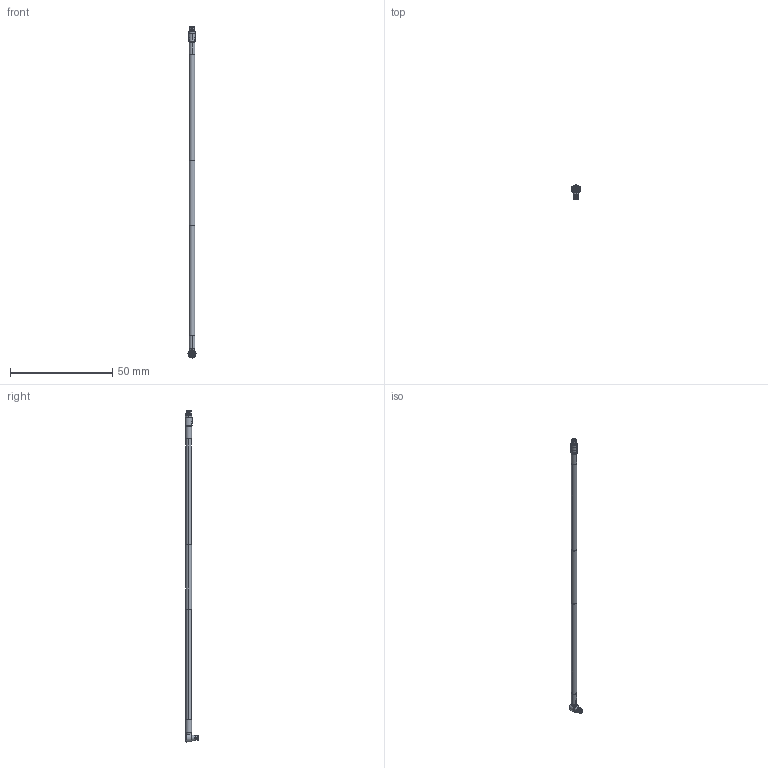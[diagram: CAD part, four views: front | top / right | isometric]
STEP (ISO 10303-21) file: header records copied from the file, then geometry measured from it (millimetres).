
FILE_DESCRIPTION (( 'STEP AP214' ), '1' );
FILE_NAME ('FMCA2222_3D.step', '2023-02-06T16:00:15', ( '' ), ( '' ), 'SwSTEP 2.0', 'SolidWorks 2022', '' );
FILE_SCHEMA (( 'AUTOMOTIVE_DESIGN' ));
Length unit declared in the file: inch
Products named in the file (5): Copy of FM-F086^FMCA2222; Part3^FMCA2222; FMCA2222_3D; Copy of PE44974 ¦ SC5431^FMCA2222; Copy of SC5433^FMCA2222
Assembly tree (4 placements, depth 2):
  FMCA2222_3D
    Copy of PE44974 ¦ SC5431^FMCA2222
    Copy of SC5433^FMCA2222
    Copy of FM-F086^FMCA2222
    Part3^FMCA2222
Bounding box: 3.96 x 6.65 x 162.26 mm (x, y, z)
Volume: 965.3 mm3; surface area: 1869.3 mm2
Topology: 5 solids, 5 shells, 267 faces, 695 edges, 448 vertices
Faces by surface type: plane 97, cylinder 80, cone 74, bspline 12, torus 4
Entity records: 10344 total; most frequent: CARTESIAN_POINT 3509, ORIENTED_EDGE 1390, DIRECTION 1359, EDGE_CURVE 695, AXIS2_PLACEMENT_3D 538, VERTEX_POINT 448, EDGE_LOOP 285, VECTOR 283
